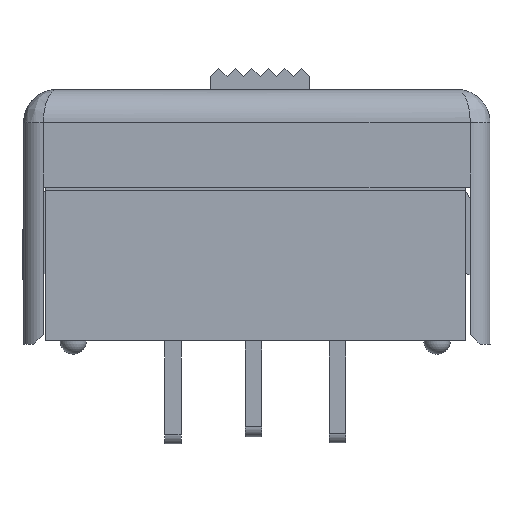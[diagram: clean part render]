
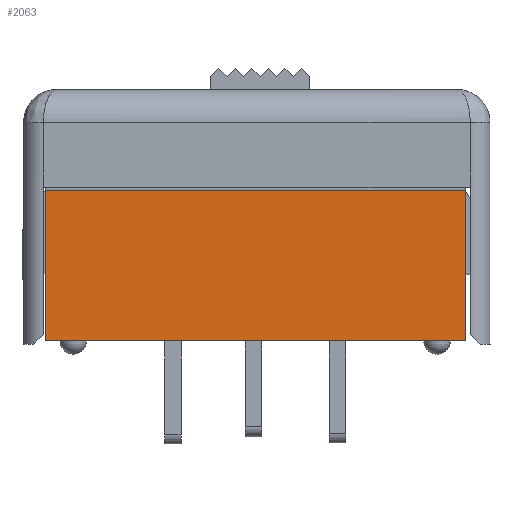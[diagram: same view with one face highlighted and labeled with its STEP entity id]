
A CAD part, front view. The second image highlights one B-rep face of the part: STEP entity #2063.
In plain terms, the highlighted planar face has unit normal (0, -1, 0).
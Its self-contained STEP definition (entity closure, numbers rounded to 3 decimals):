
#53=DIRECTION('',(0.,0.,-1.));
#54=VECTOR('',#53,4.55);
#55=CARTESIAN_POINT('',(0.7,0.,-0.7));
#56=LINE('',#55,#54);
#133=DIRECTION('',(0.,0.,-1.));
#134=VECTOR('',#133,4.55);
#135=CARTESIAN_POINT('',(13.4,0.,-0.7));
#136=LINE('',#135,#134);
#137=DIRECTION('',(-1.,0.,0.));
#138=VECTOR('',#137,12.7);
#139=CARTESIAN_POINT('',(13.4,0.,-5.25));
#140=LINE('',#139,#138);
#149=DIRECTION('',(-1.,0.,0.));
#150=VECTOR('',#149,12.7);
#151=CARTESIAN_POINT('',(13.4,0.,-0.7));
#152=LINE('',#151,#150);
#1439=CARTESIAN_POINT('',(0.7,0.,-5.25));
#1441=VERTEX_POINT('',#1439);
#1443=CARTESIAN_POINT('',(13.4,0.,-5.25));
#1444=VERTEX_POINT('',#1443);
#1473=CARTESIAN_POINT('',(0.7,0.,-0.7));
#1474=VERTEX_POINT('',#1473);
#1503=CARTESIAN_POINT('',(13.4,0.,-0.7));
#1504=VERTEX_POINT('',#1503);
#2051=CARTESIAN_POINT('',(0.7,0.,-5.25));
#2052=DIRECTION('',(0.,-1.,0.));
#2053=DIRECTION('',(1.,0.,0.));
#2054=AXIS2_PLACEMENT_3D('',#2051,#2052,#2053);
#2055=PLANE('',#2054);
#2057=ORIENTED_EDGE('',*,*,#2056,.F.);
#2058=ORIENTED_EDGE('',*,*,#2028,.T.);
#2059=ORIENTED_EDGE('',*,*,#1862,.T.);
#2060=ORIENTED_EDGE('',*,*,#1940,.F.);
#2061=EDGE_LOOP('',(#2057,#2058,#2059,#2060));
#2062=FACE_OUTER_BOUND('',#2061,.F.);
#2063=ADVANCED_FACE('',(#2062),#2055,.T.);
#1862=EDGE_CURVE('',#1444,#1441,#140,.T.);
#1940=EDGE_CURVE('',#1474,#1441,#56,.T.);
#2028=EDGE_CURVE('',#1504,#1444,#136,.T.);
#2056=EDGE_CURVE('',#1504,#1474,#152,.T.);
